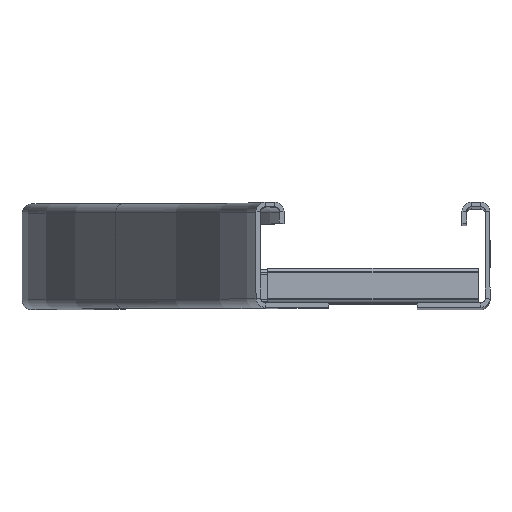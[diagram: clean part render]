
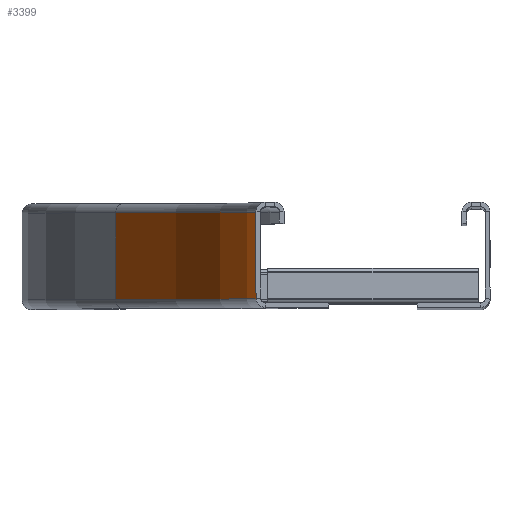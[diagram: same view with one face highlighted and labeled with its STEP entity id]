
A CAD part, top view. The second image highlights one B-rep face of the part: STEP entity #3399.
In plain terms, the highlighted cylindrical face has radius 300 mm (diameter 600 mm), a partial arc.
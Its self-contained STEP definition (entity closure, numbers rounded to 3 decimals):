
#129=CIRCLE('',#3750,300.);
#130=CIRCLE('',#3752,300.);
#199=CYLINDRICAL_SURFACE('',#3751,300.);
#267=FACE_OUTER_BOUND('',#482,.T.);
#482=EDGE_LOOP('',(#2392,#2393,#2394,#2395));
#728=LINE('',#5196,#1113);
#733=LINE('',#5250,#1118);
#1113=VECTOR('',#4157,10.);
#1118=VECTOR('',#4228,10.);
#1503=VERTEX_POINT('',#5189);
#1505=VERTEX_POINT('',#5195);
#1519=VERTEX_POINT('',#5243);
#1521=VERTEX_POINT('',#5249);
#1815=EDGE_CURVE('',#1505,#1503,#728,.T.);
#1841=EDGE_CURVE('',#1519,#1503,#129,.T.);
#1842=EDGE_CURVE('',#1521,#1519,#733,.T.);
#1843=EDGE_CURVE('',#1521,#1505,#130,.T.);
#2392=ORIENTED_EDGE('',*,*,#1842,.T.);
#2393=ORIENTED_EDGE('',*,*,#1841,.T.);
#2394=ORIENTED_EDGE('',*,*,#1815,.F.);
#2395=ORIENTED_EDGE('',*,*,#1843,.F.);
#3399=ADVANCED_FACE('',(#267),#199,.F.);
#3750=AXIS2_PLACEMENT_3D('',#5247,#4224,#4225);
#3751=AXIS2_PLACEMENT_3D('',#5248,#4226,#4227);
#3752=AXIS2_PLACEMENT_3D('',#5251,#4229,#4230);
#4157=DIRECTION('',(0.,1.,0.));
#4224=DIRECTION('center_axis',(0.,1.,0.));
#4225=DIRECTION('ref_axis',(1.,0.,0.));
#4226=DIRECTION('center_axis',(0.,1.,0.));
#4227=DIRECTION('ref_axis',(1.,0.,0.));
#4228=DIRECTION('',(0.,1.,0.));
#4229=DIRECTION('center_axis',(0.,1.,0.));
#4230=DIRECTION('ref_axis',(1.,0.,0.));
#5189=CARTESIAN_POINT('',(-91.,41.,-180.));
#5195=CARTESIAN_POINT('',(-91.,4.,-180.));
#5196=CARTESIAN_POINT('',(-91.,4.,-180.));
#5243=CARTESIAN_POINT('',(-31.,41.,0.));
#5247=CARTESIAN_POINT('Origin',(-331.,41.,0.));
#5248=CARTESIAN_POINT('Origin',(-331.,22.5,0.));
#5249=CARTESIAN_POINT('',(-31.,4.,0.));
#5250=CARTESIAN_POINT('',(-31.,54.048,0.));
#5251=CARTESIAN_POINT('Origin',(-331.,4.,0.));
